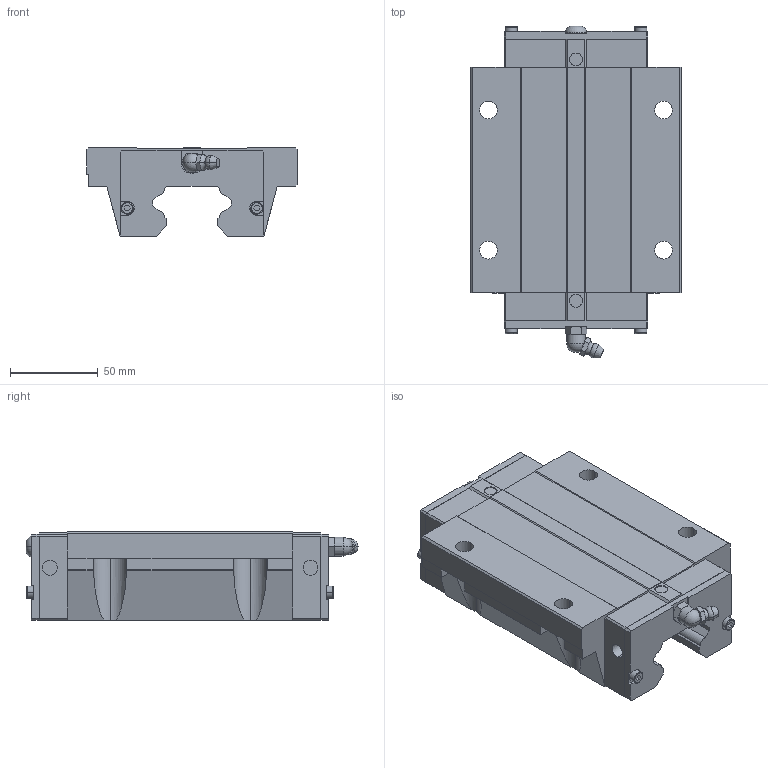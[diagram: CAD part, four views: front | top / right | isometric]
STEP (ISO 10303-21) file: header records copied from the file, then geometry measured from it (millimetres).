
FILE_DESCRIPTION(('STEP AP214'),'1');
FILE_NAME('cctmp_25602BE7-67C7-4737-AF03-31F957BC59DA_2024_08_05_21_08_05_0283..stp','2024-08-05T19:08:05',('HIWIN GmbH'),('CADClick - www.CADClick.com'),'Spatial InterOp 3D',' ','unknown authorization');
FILE_SCHEMA(('AUTOMOTIVE_DESIGN'));
Length unit declared in the file: millimetre
Products named in the file (1): HGW45HCZ0C_FILE
Bounding box: 120 x 189.52 x 50.5 mm (x, y, z)
Volume: 633121.1 mm3; surface area: 78367.2 mm2
Topology: 1 solids, 4 shells, 323 faces, 856 edges, 554 vertices
Faces by surface type: plane 217, cylinder 68, torus 22, cone 14, sphere 2
Entity records: 12736 total; most frequent: CARTESIAN_POINT 2032, ORIENTED_EDGE 1708, DIRECTION 1660, EDGE_CURVE 854, LINE 608, VECTOR 608, VERTEX_POINT 554, AXIS2_PLACEMENT_3D 526
